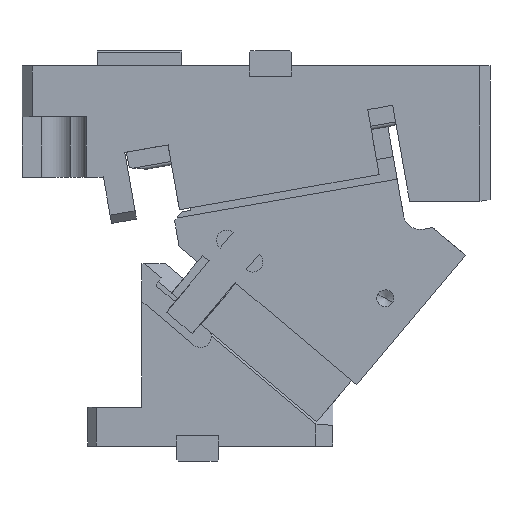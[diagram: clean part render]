
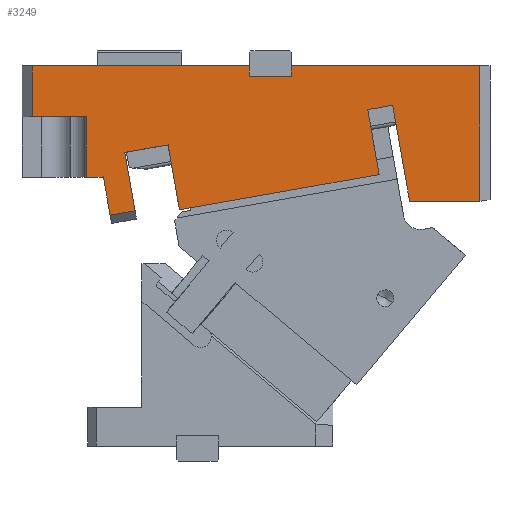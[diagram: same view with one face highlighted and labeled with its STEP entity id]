
A CAD part, front view. The second image highlights one B-rep face of the part: STEP entity #3249.
In plain terms, the highlighted planar face has unit normal (0, -1, 0).
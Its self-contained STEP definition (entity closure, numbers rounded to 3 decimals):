
#434=CARTESIAN_POINT('Vertex',(-33.,-30.,225.)) ;
#437=CARTESIAN_POINT('Line Origine',(31.25,-30.,225.)) ;
#441=CARTESIAN_POINT('Vertex',(95.5,-30.,225.)) ;
#1374=CARTESIAN_POINT('Line Origine',(-1.,-30.,177.)) ;
#1378=CARTESIAN_POINT('Vertex',(-1.,-30.,195.)) ;
#1380=CARTESIAN_POINT('Vertex',(-1.,-30.,159.)) ;
#1408=CARTESIAN_POINT('Line Origine',(-17.,-30.,195.)) ;
#1412=CARTESIAN_POINT('Vertex',(-33.,-30.,195.)) ;
#1439=CARTESIAN_POINT('Line Origine',(-33.,-30.,210.)) ;
#1775=CARTESIAN_POINT('Vertex',(190.393,-30.,145.)) ;
#1778=CARTESIAN_POINT('Line Origine',(185.393,-30.,173.359)) ;
#1782=CARTESIAN_POINT('Vertex',(180.392,-30.,201.719)) ;
#2106=CARTESIAN_POINT('Line Origine',(95.5,-30.,222.)) ;
#2110=CARTESIAN_POINT('Vertex',(95.5,-30.,219.)) ;
#2125=CARTESIAN_POINT('Line Origine',(108.,-30.,219.)) ;
#2129=CARTESIAN_POINT('Vertex',(120.5,-30.,219.)) ;
#2144=CARTESIAN_POINT('Line Origine',(120.5,-30.,222.)) ;
#2148=CARTESIAN_POINT('Vertex',(120.5,-30.,225.)) ;
#2275=CARTESIAN_POINT('Vertex',(232.,-30.,145.)) ;
#2282=CARTESIAN_POINT('Vertex',(232.,-30.,225.)) ;
#2285=CARTESIAN_POINT('Line Origine',(232.,-30.,185.)) ;
#2665=CARTESIAN_POINT('Line Origine',(176.25,-30.,225.)) ;
#2958=CARTESIAN_POINT('Line Origine',(211.197,-30.,145.)) ;
#3038=CARTESIAN_POINT('Vertex',(27.916,-30.,139.293)) ;
#3043=CARTESIAN_POINT('Line Origine',(20.53,-30.,137.991)) ;
#3047=CARTESIAN_POINT('Vertex',(13.144,-30.,136.689)) ;
#3082=CARTESIAN_POINT('Vertex',(9.15,-30.,159.339)) ;
#3085=CARTESIAN_POINT('Line Origine',(8.188,-30.,159.17)) ;
#3089=CARTESIAN_POINT('Vertex',(7.226,-30.,159.)) ;
#3109=CARTESIAN_POINT('Line Origine',(11.147,-30.,148.014)) ;
#3166=CARTESIAN_POINT('Vertex',(21.838,-30.,173.762)) ;
#3169=CARTESIAN_POINT('Line Origine',(24.877,-30.,156.528)) ;
#3183=CARTESIAN_POINT('Axis2P3D Location',(223.47,-30.,112.9)) ;
#3188=CARTESIAN_POINT('Line Origine',(3.113,-30.,159.)) ;
#3193=CARTESIAN_POINT('Line Origine',(34.641,-30.,176.019)) ;
#3197=CARTESIAN_POINT('Vertex',(47.443,-30.,178.276)) ;
#3200=CARTESIAN_POINT('Line Origine',(50.829,-30.,159.073)) ;
#3204=CARTESIAN_POINT('Vertex',(54.216,-30.,139.869)) ;
#3207=CARTESIAN_POINT('Line Origine',(113.304,-30.,150.288)) ;
#3211=CARTESIAN_POINT('Vertex',(172.392,-30.,160.707)) ;
#3214=CARTESIAN_POINT('Line Origine',(169.006,-30.,179.911)) ;
#3218=CARTESIAN_POINT('Vertex',(165.62,-30.,199.114)) ;
#3221=CARTESIAN_POINT('Line Origine',(173.006,-30.,200.417)) ;
#438=DIRECTION('Vector Direction',(-1.,0.,0.)) ;
#1375=DIRECTION('Vector Direction',(0.,0.,-1.)) ;
#1409=DIRECTION('Vector Direction',(-1.,0.,0.)) ;
#1440=DIRECTION('Vector Direction',(0.,0.,-1.)) ;
#1779=DIRECTION('Vector Direction',(-0.174,0.,0.985)) ;
#2107=DIRECTION('Vector Direction',(0.,0.,1.)) ;
#2126=DIRECTION('Vector Direction',(-1.,0.,0.)) ;
#2145=DIRECTION('Vector Direction',(0.,0.,1.)) ;
#2286=DIRECTION('Vector Direction',(0.,0.,1.)) ;
#2666=DIRECTION('Vector Direction',(-1.,0.,0.)) ;
#2959=DIRECTION('Vector Direction',(1.,0.,0.)) ;
#3044=DIRECTION('Vector Direction',(0.985,0.,0.174)) ;
#3086=DIRECTION('Vector Direction',(-0.985,0.,-0.174)) ;
#3110=DIRECTION('Vector Direction',(0.174,0.,-0.985)) ;
#3170=DIRECTION('Vector Direction',(0.174,0.,-0.985)) ;
#3184=DIRECTION('Axis2P3D Direction',(0.,1.,0.)) ;
#3185=DIRECTION('Axis2P3D XDirection',(0.,0.,1.)) ;
#3189=DIRECTION('Vector Direction',(1.,0.,0.)) ;
#3194=DIRECTION('Vector Direction',(0.985,0.,0.174)) ;
#3201=DIRECTION('Vector Direction',(-0.174,0.,0.985)) ;
#3208=DIRECTION('Vector Direction',(-0.985,0.,-0.174)) ;
#3215=DIRECTION('Vector Direction',(0.174,0.,-0.985)) ;
#3222=DIRECTION('Vector Direction',(0.985,0.,0.174)) ;
#3186=AXIS2_PLACEMENT_3D('Plane Axis2P3D',#3183,#3184,#3185) ;
#3227=ORIENTED_EDGE('',*,*,#2962,.T.) ;
#3228=ORIENTED_EDGE('',*,*,#2289,.T.) ;
#3229=ORIENTED_EDGE('',*,*,#2669,.T.) ;
#3230=ORIENTED_EDGE('',*,*,#2150,.F.) ;
#3231=ORIENTED_EDGE('',*,*,#2131,.T.) ;
#3232=ORIENTED_EDGE('',*,*,#2112,.T.) ;
#3233=ORIENTED_EDGE('',*,*,#443,.T.) ;
#3234=ORIENTED_EDGE('',*,*,#1443,.T.) ;
#3235=ORIENTED_EDGE('',*,*,#1414,.F.) ;
#3236=ORIENTED_EDGE('',*,*,#1382,.T.) ;
#3237=ORIENTED_EDGE('',*,*,#3192,.T.) ;
#3238=ORIENTED_EDGE('',*,*,#3091,.F.) ;
#3239=ORIENTED_EDGE('',*,*,#3113,.T.) ;
#3240=ORIENTED_EDGE('',*,*,#3049,.T.) ;
#3241=ORIENTED_EDGE('',*,*,#3173,.F.) ;
#3242=ORIENTED_EDGE('',*,*,#3199,.T.) ;
#3243=ORIENTED_EDGE('',*,*,#3206,.F.) ;
#3244=ORIENTED_EDGE('',*,*,#3213,.F.) ;
#3245=ORIENTED_EDGE('',*,*,#3220,.F.) ;
#3246=ORIENTED_EDGE('',*,*,#3225,.T.) ;
#3247=ORIENTED_EDGE('',*,*,#1784,.F.) ;
#439=VECTOR('Line Direction',#438,1.) ;
#1376=VECTOR('Line Direction',#1375,1.) ;
#1410=VECTOR('Line Direction',#1409,1.) ;
#1441=VECTOR('Line Direction',#1440,1.) ;
#1780=VECTOR('Line Direction',#1779,1.) ;
#2108=VECTOR('Line Direction',#2107,1.) ;
#2127=VECTOR('Line Direction',#2126,1.) ;
#2146=VECTOR('Line Direction',#2145,1.) ;
#2287=VECTOR('Line Direction',#2286,1.) ;
#2667=VECTOR('Line Direction',#2666,1.) ;
#2960=VECTOR('Line Direction',#2959,1.) ;
#3045=VECTOR('Line Direction',#3044,1.) ;
#3087=VECTOR('Line Direction',#3086,1.) ;
#3111=VECTOR('Line Direction',#3110,1.) ;
#3171=VECTOR('Line Direction',#3170,1.) ;
#3190=VECTOR('Line Direction',#3189,1.) ;
#3195=VECTOR('Line Direction',#3194,1.) ;
#3202=VECTOR('Line Direction',#3201,1.) ;
#3209=VECTOR('Line Direction',#3208,1.) ;
#3216=VECTOR('Line Direction',#3215,1.) ;
#3223=VECTOR('Line Direction',#3222,1.) ;
#3249=ADVANCED_FACE('CAM HOLDER',(#3248),#3187,.F.) ;
#443=EDGE_CURVE('',#442,#435,#440,.T.) ;
#1382=EDGE_CURVE('',#1379,#1381,#1377,.T.) ;
#1414=EDGE_CURVE('',#1379,#1413,#1411,.T.) ;
#1443=EDGE_CURVE('',#435,#1413,#1442,.T.) ;
#1784=EDGE_CURVE('',#1776,#1783,#1781,.T.) ;
#2112=EDGE_CURVE('',#2111,#442,#2109,.T.) ;
#2131=EDGE_CURVE('',#2130,#2111,#2128,.T.) ;
#2150=EDGE_CURVE('',#2130,#2149,#2147,.T.) ;
#2289=EDGE_CURVE('',#2276,#2283,#2288,.T.) ;
#2669=EDGE_CURVE('',#2283,#2149,#2668,.T.) ;
#2962=EDGE_CURVE('',#1776,#2276,#2961,.T.) ;
#3049=EDGE_CURVE('',#3048,#3039,#3046,.T.) ;
#3091=EDGE_CURVE('',#3083,#3090,#3088,.T.) ;
#3113=EDGE_CURVE('',#3083,#3048,#3112,.T.) ;
#3173=EDGE_CURVE('',#3167,#3039,#3172,.T.) ;
#3192=EDGE_CURVE('',#1381,#3090,#3191,.T.) ;
#3199=EDGE_CURVE('',#3167,#3198,#3196,.T.) ;
#3206=EDGE_CURVE('',#3205,#3198,#3203,.T.) ;
#3213=EDGE_CURVE('',#3212,#3205,#3210,.T.) ;
#3220=EDGE_CURVE('',#3219,#3212,#3217,.T.) ;
#3225=EDGE_CURVE('',#3219,#1783,#3224,.T.) ;
#3226=EDGE_LOOP('',(#3227,#3228,#3229,#3230,#3231,#3232,#3233,#3234,#3235,#3236,#3237,#3238,#3239,#3240,#3241,#3242,#3243,#3244,#3245,#3246,#3247)) ;
#3248=FACE_OUTER_BOUND('',#3226,.T.) ;
#440=LINE('Line',#437,#439) ;
#1377=LINE('Line',#1374,#1376) ;
#1411=LINE('Line',#1408,#1410) ;
#1442=LINE('Line',#1439,#1441) ;
#1781=LINE('Line',#1778,#1780) ;
#2109=LINE('Line',#2106,#2108) ;
#2128=LINE('Line',#2125,#2127) ;
#2147=LINE('Line',#2144,#2146) ;
#2288=LINE('Line',#2285,#2287) ;
#2668=LINE('Line',#2665,#2667) ;
#2961=LINE('Line',#2958,#2960) ;
#3046=LINE('Line',#3043,#3045) ;
#3088=LINE('Line',#3085,#3087) ;
#3112=LINE('Line',#3109,#3111) ;
#3172=LINE('Line',#3169,#3171) ;
#3191=LINE('Line',#3188,#3190) ;
#3196=LINE('Line',#3193,#3195) ;
#3203=LINE('Line',#3200,#3202) ;
#3210=LINE('Line',#3207,#3209) ;
#3217=LINE('Line',#3214,#3216) ;
#3224=LINE('Line',#3221,#3223) ;
#3187=PLANE('Plane',#3186) ;
#435=VERTEX_POINT('',#434) ;
#442=VERTEX_POINT('',#441) ;
#1379=VERTEX_POINT('',#1378) ;
#1381=VERTEX_POINT('',#1380) ;
#1413=VERTEX_POINT('',#1412) ;
#1776=VERTEX_POINT('',#1775) ;
#1783=VERTEX_POINT('',#1782) ;
#2111=VERTEX_POINT('',#2110) ;
#2130=VERTEX_POINT('',#2129) ;
#2149=VERTEX_POINT('',#2148) ;
#2276=VERTEX_POINT('',#2275) ;
#2283=VERTEX_POINT('',#2282) ;
#3039=VERTEX_POINT('',#3038) ;
#3048=VERTEX_POINT('',#3047) ;
#3083=VERTEX_POINT('',#3082) ;
#3090=VERTEX_POINT('',#3089) ;
#3167=VERTEX_POINT('',#3166) ;
#3198=VERTEX_POINT('',#3197) ;
#3205=VERTEX_POINT('',#3204) ;
#3212=VERTEX_POINT('',#3211) ;
#3219=VERTEX_POINT('',#3218) ;
